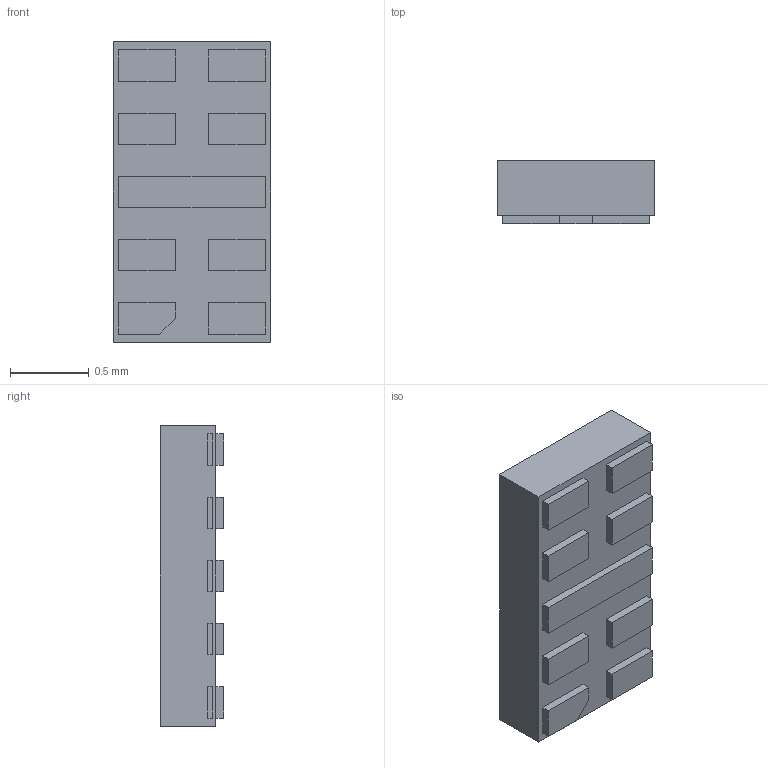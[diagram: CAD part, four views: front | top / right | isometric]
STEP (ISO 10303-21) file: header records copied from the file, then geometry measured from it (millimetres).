
FILE_DESCRIPTION (( 'STEP AP214' ), '1' );
FILE_NAME ('HSP051-4N10.STEP', '2024-01-25T07:38:22', ( 'LENOVO' ), ( '' ), 'SwSTEP 2.0', 'SolidWorks 2021', '' );
FILE_SCHEMA (( 'AUTOMOTIVE_DESIGN' ));
Length unit declared in the file: millimetre
Products named in the file (1): HSP051-4N10
Bounding box: 1 x 0.4 x 1.9 mm (x, y, z)
Volume: 0.7 mm3; surface area: 8.5 mm2
Topology: 21 solids, 21 shells, 178 faces, 375 edges, 250 vertices
Faces by surface type: plane 174, cylinder 4
Entity records: 4881 total; most frequent: CARTESIAN_POINT 804, ORIENTED_EDGE 750, DIRECTION 741, EDGE_CURVE 375, LINE 367, VECTOR 367, VERTEX_POINT 250, EDGE_LOOP 189
